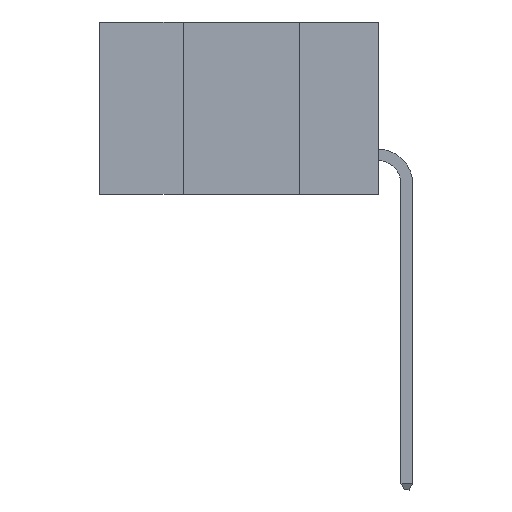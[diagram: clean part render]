
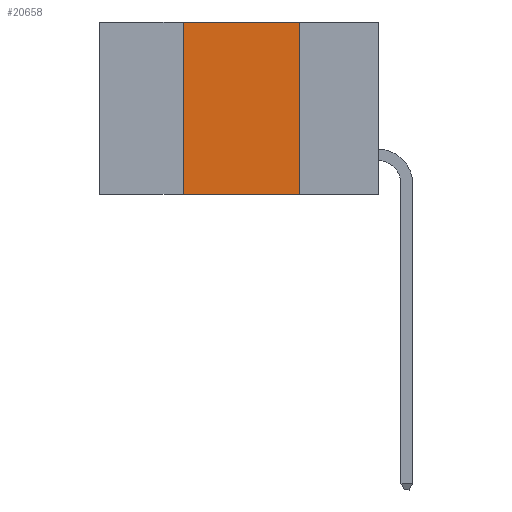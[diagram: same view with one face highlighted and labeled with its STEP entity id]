
A CAD part, left-side view. The second image highlights one B-rep face of the part: STEP entity #20658.
In plain terms, the highlighted planar face has unit normal (-1, 0, 0).
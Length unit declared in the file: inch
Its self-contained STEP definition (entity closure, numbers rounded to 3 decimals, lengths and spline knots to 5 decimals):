
#1079 = CARTESIAN_POINT ( 'NONE',  ( 0., 0.42, 0. ) ) ;
#1768 = DIRECTION ( 'NONE',  ( 0., 0., -1. ) ) ;
#1973 = ORIENTED_EDGE ( 'NONE', *, *, #28558, .T. ) ;
#1989 = DIRECTION ( 'NONE',  ( 0., 0., -1. ) ) ;
#2075 = DIRECTION ( 'NONE',  ( 0., -1., 0. ) ) ;
#2117 = LINE ( 'NONE', #5361, #3903 ) ;
#2195 = CARTESIAN_POINT ( 'NONE',  ( 0., 0.42, -0.37 ) ) ;
#2602 = VECTOR ( 'NONE', #1989, 39.37008 ) ;
#3903 = VECTOR ( 'NONE', #21015, 39.37008 ) ;
#4557 = AXIS2_PLACEMENT_3D ( 'NONE', #26179, #28550, #1768 ) ;
#5361 = CARTESIAN_POINT ( 'NONE',  ( 0., 0.42, 0. ) ) ;
#6572 = CARTESIAN_POINT ( 'NONE',  ( 0., 0.6, 0. ) ) ;
#8082 = CARTESIAN_POINT ( 'NONE',  ( 0., 0.17, 0. ) ) ;
#8289 = ORIENTED_EDGE ( 'NONE', *, *, #28183, .F. ) ;
#10208 = ORIENTED_EDGE ( 'NONE', *, *, #11992, .F. ) ;
#10437 = VECTOR ( 'NONE', #2075, 39.37008 ) ;
#10607 = PLANE ( 'NONE',  #4557 ) ;
#11992 = EDGE_CURVE ( 'NONE', #18419, #14810, #12469, .T. ) ;
#12469 = LINE ( 'NONE', #8082, #2602 ) ;
#12702 = DIRECTION ( 'NONE',  ( 0., -1., 0. ) ) ;
#13026 = VERTEX_POINT ( 'NONE', #2195 ) ;
#14810 = VERTEX_POINT ( 'NONE', #23197 ) ;
#14865 = FACE_OUTER_BOUND ( 'NONE', #15561, .T. ) ;
#15561 = EDGE_LOOP ( 'NONE', ( #10208, #8289, #25575, #1973 ) ) ;
#17066 = VECTOR ( 'NONE', #12702, 39.37008 ) ;
#18419 = VERTEX_POINT ( 'NONE', #22391 ) ;
#19198 = VERTEX_POINT ( 'NONE', #1079 ) ;
#20658 = ADVANCED_FACE ( 'NONE', ( #14865 ), #10607, .F. ) ;
#21015 = DIRECTION ( 'NONE',  ( 0., 0., 1. ) ) ;
#22391 = CARTESIAN_POINT ( 'NONE',  ( 0., 0.17, 0. ) ) ;
#22965 = LINE ( 'NONE', #26020, #17066 ) ;
#23197 = CARTESIAN_POINT ( 'NONE',  ( 0., 0.17, -0.37 ) ) ;
#23298 = EDGE_CURVE ( 'NONE', #13026, #19198, #2117, .T. ) ;
#24021 = LINE ( 'NONE', #6572, #10437 ) ;
#25575 = ORIENTED_EDGE ( 'NONE', *, *, #23298, .F. ) ;
#26020 = CARTESIAN_POINT ( 'NONE',  ( 0., 0.6, -0.37 ) ) ;
#26179 = CARTESIAN_POINT ( 'NONE',  ( 0., 0.6, 0. ) ) ;
#28183 = EDGE_CURVE ( 'NONE', #19198, #18419, #24021, .T. ) ;
#28550 = DIRECTION ( 'NONE',  ( 1., 0., 0. ) ) ;
#28558 = EDGE_CURVE ( 'NONE', #13026, #14810, #22965, .T. ) ;
